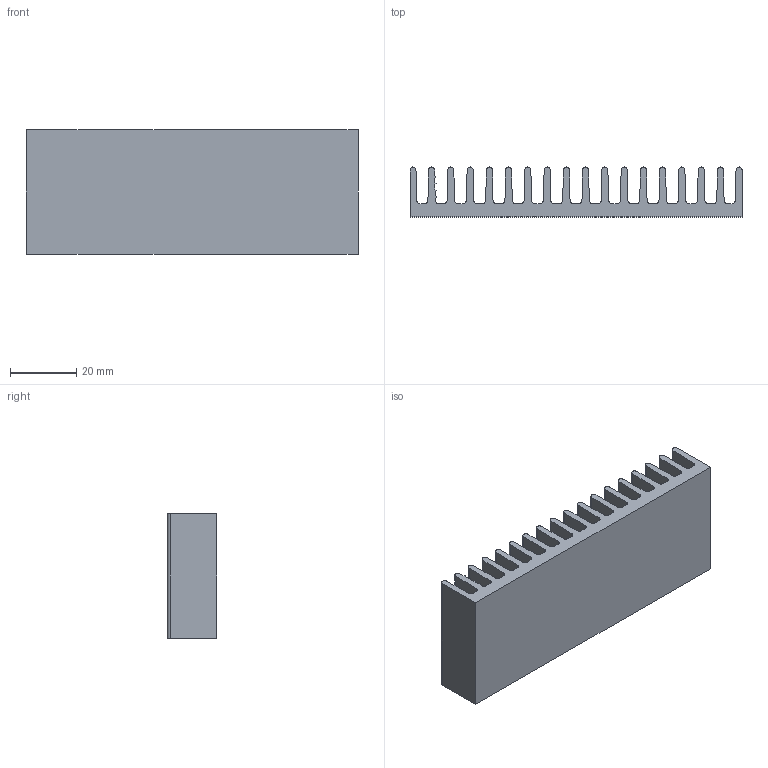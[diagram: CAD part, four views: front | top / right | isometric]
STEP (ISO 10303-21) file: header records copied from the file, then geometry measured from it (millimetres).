
FILE_DESCRIPTION(('STEP AP242'),'1');
FILE_NAME('sk_81_____l_37_5.stp','2020-11-04T19:34:55',('TraceParts'),('TraceParts S.A.'),'Spatial InterOp 3D',' ',' ');
FILE_SCHEMA(('AP242_MANAGED_MODEL_BASED_3D_ENGINEERING_MIM_LF {1 0 10303 442 1 1 4}'));
Length unit declared in the file: millimetre
Products named in the file (1): sk_81_____l_37_5
Bounding box: 100 x 15 x 37.5 mm (x, y, z)
Volume: 29837.4 mm3; surface area: 22963.9 mm2
Topology: 1 solids, 1 shells, 123 faces, 363 edges, 242 vertices
Faces by surface type: plane 68, cylinder 55
Entity records: 5135 total; most frequent: CARTESIAN_POINT 729, ORIENTED_EDGE 726, DIRECTION 721, EDGE_CURVE 363, LINE 253, VECTOR 253, VERTEX_POINT 242, AXIS2_PLACEMENT_3D 234
